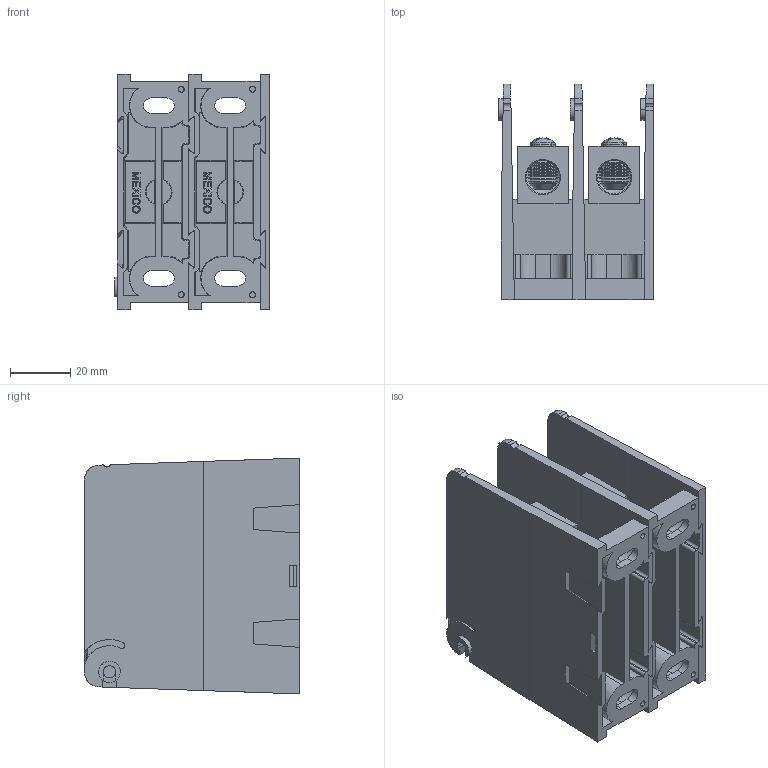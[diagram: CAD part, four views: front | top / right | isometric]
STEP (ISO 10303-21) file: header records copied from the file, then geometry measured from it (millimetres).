
FILE_DESCRIPTION (( 'STEP AP214' ), '1' );
FILE_NAME ('701958_2p_rev-.STEP', '2013-08-27T16:53:04', ( '' ), ( '' ), 'SwSTEP 2.0', 'SolidWorks 2013', '' );
FILE_SCHEMA (( 'AUTOMOTIVE_DESIGN' ));
Length unit declared in the file: inch
Products named in the file (1): 701958_2p_rev-
Bounding box: 51.16 x 71.37 x 78.11 mm (x, y, z)
Volume: 94340.5 mm3; surface area: 71642.1 mm2
Topology: 11 solids, 11 shells, 1214 faces, 3337 edges, 2176 vertices
Faces by surface type: plane 443, cylinder 371, cone 274, bspline 118, sphere 4, torus 4
Entity records: 62365 total; most frequent: CARTESIAN_POINT 17288, ORIENTED_EDGE 6666, DIRECTION 5567, EDGE_CURVE 3333, VERTEX_POINT 2176, AXIS2_PLACEMENT_3D 1879, LINE 1809, VECTOR 1809
